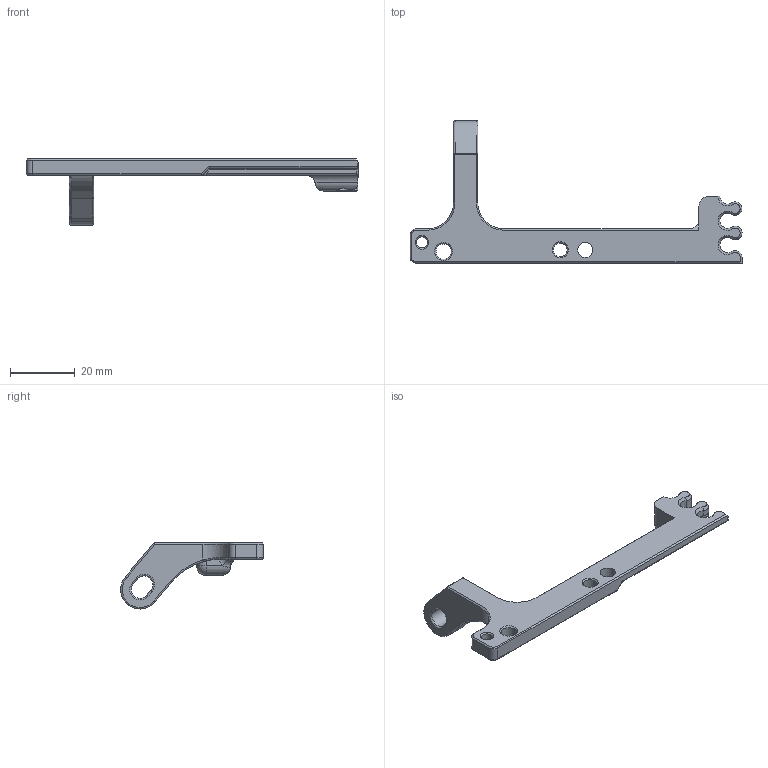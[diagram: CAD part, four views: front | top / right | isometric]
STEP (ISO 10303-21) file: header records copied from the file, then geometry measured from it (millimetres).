
FILE_DESCRIPTION (( 'STEP AP214' ), '1' );
FILE_NAME ('hinge_ac_side.STEP', '2022-01-31T03:26:31', ( '' ), ( '' ), 'SwSTEP 2.0', 'SolidWorks 2021', '' );
FILE_SCHEMA (( 'AUTOMOTIVE_DESIGN' ));
Length unit declared in the file: millimetre
Products named in the file (1): hinge_ac_side
Bounding box: 102.44 x 44.07 x 20.4 mm (x, y, z)
Volume: 7540.3 mm3; surface area: 5220.7 mm2
Topology: 1 solids, 1 shells, 307 faces, 795 edges, 506 vertices
Faces by surface type: plane 113, bspline 102, cylinder 49, cone 26, torus 14, sphere 3
Entity records: 14357 total; most frequent: CARTESIAN_POINT 7498, ORIENTED_EDGE 1586, DIRECTION 1104, EDGE_CURVE 793, VERTEX_POINT 506, LINE 428, VECTOR 428, AXIS2_PLACEMENT_3D 338
